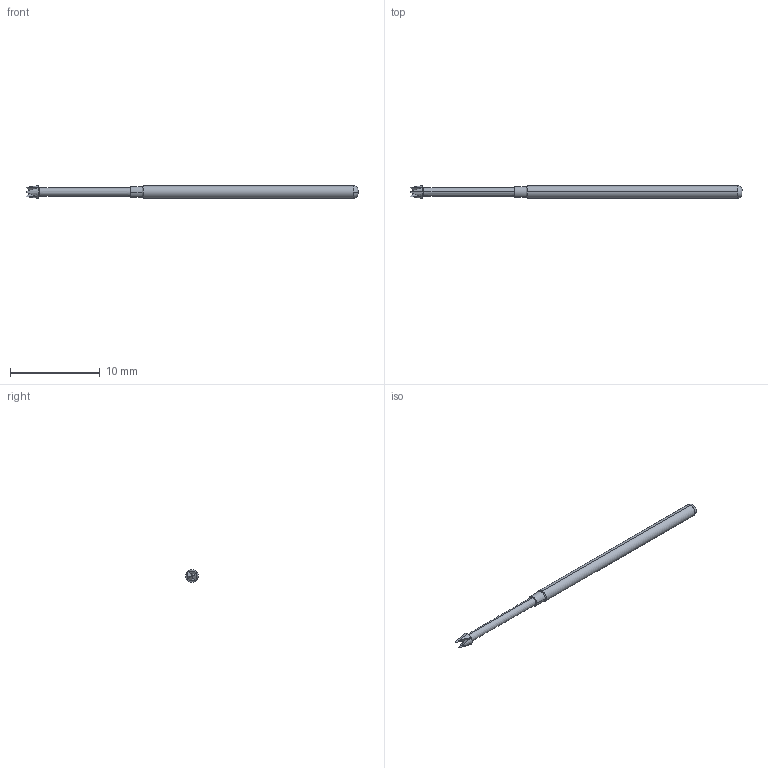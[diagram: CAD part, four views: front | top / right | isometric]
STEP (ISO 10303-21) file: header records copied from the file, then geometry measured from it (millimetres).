
FILE_DESCRIPTION (( 'STEP AP214' ), '1' );
FILE_NAME ('100-4034.STEP', '2020-05-29T18:48:07', ( '' ), ( '' ), 'SwSTEP 2.0', 'SolidWorks 2019', '' );
FILE_SCHEMA (( 'AUTOMOTIVE_DESIGN' ));
Length unit declared in the file: inch
Products named in the file (1): 100-4034
Bounding box: 37.08 x 1.42 x 1.42 mm (x, y, z)
Volume: 44.8 mm3; surface area: 147.2 mm2
Topology: 1 solids, 1 shells, 34 faces, 84 edges, 53 vertices
Faces by surface type: bspline 12, cone 10, plane 6, cylinder 4, torus 2
Entity records: 3420 total; most frequent: CARTESIAN_POINT 2220, ORIENTED_EDGE 168, DIRECTION 120, EDGE_CURVE 84, AXIS2_PLACEMENT_3D 53, VERTEX_POINT 53, B_SPLINE_CURVE_WITH_KNOTS 40, UNCERTAINTY_MEASURE_WITH_UNIT 37
